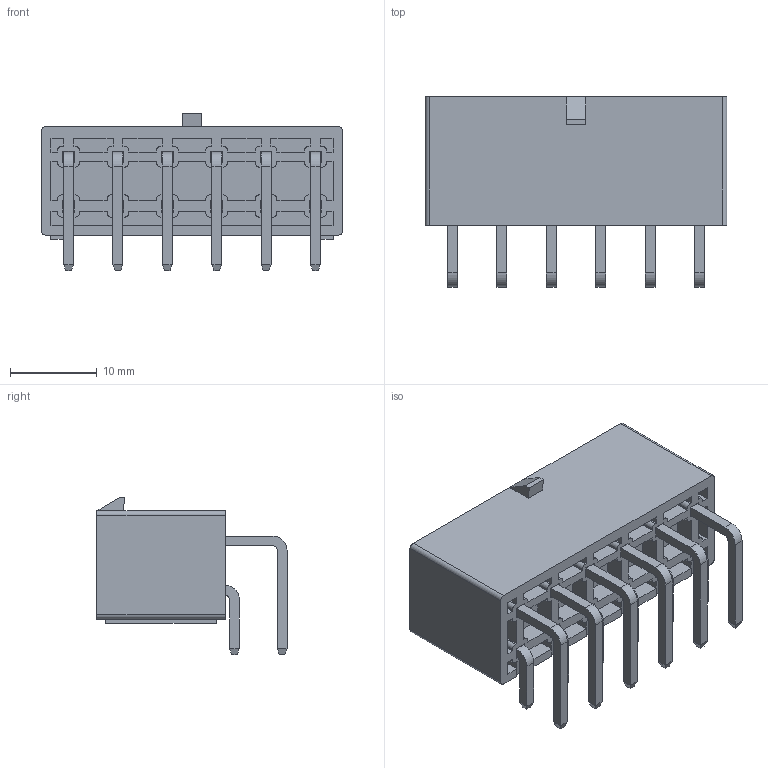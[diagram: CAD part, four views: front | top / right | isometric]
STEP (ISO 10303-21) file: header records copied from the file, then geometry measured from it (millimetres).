
FILE_DESCRIPTION(/* description */ ('Unknown'),/* implementation_level */ '2;1');
FILE_NAME(/* name */ 'J_Wurth_WR-MPC5_657012230101',/* time_stamp */ '2025-07-09T15:36:30+08:00',/* author */ ('Unknown'),/* organization */ ('Unknown'),/* preprocessor_version */ 'ST-DEVELOPER v19.4',/* originating_system */ 'Solid Edge',/* authorisation */ 'Unknown');
FILE_SCHEMA (('AUTOMOTIVE_DESIGN {1 0 10303 214 3 1 1}'));
Length unit declared in the file: millimetre
Products named in the file (2): J_Wurth_WR-MPC5_657012230101
Assembly tree (1 placements, depth 2):
  J_Wurth_WR-MPC5_657012230101
    J_Wurth_WR-MPC5_657012230101
Bounding box: 34.85 x 21.94 x 18.13 mm (x, y, z)
Volume: 3320.4 mm3; surface area: 6515.9 mm2
Topology: 1 solids, 1 shells, 787 faces, 1934 edges, 1201 vertices
Faces by surface type: plane 711, cylinder 76
Entity records: 28052 total; most frequent: CARTESIAN_POINT 3924, ORIENTED_EDGE 3868, DIRECTION 3664, EDGE_CURVE 1934, LINE 1782, VECTOR 1782, VERTEX_POINT 1201, AXIS2_PLACEMENT_3D 941
